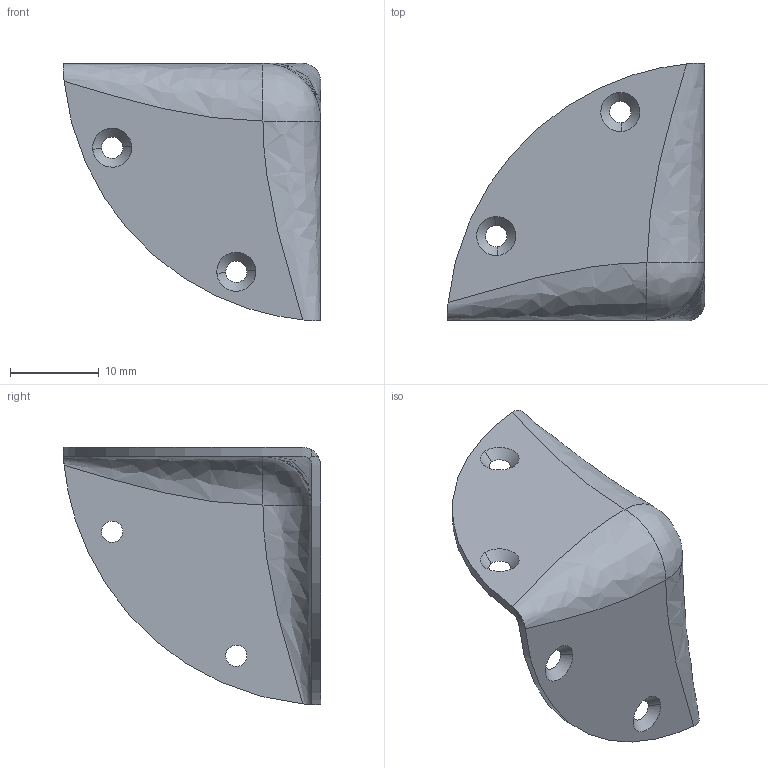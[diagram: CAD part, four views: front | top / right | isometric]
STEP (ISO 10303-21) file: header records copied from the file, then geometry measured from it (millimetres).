
FILE_DESCRIPTION((''),'2;1');
FILE_NAME('','2005-12-14T14:47:58',(''),(''),'','CADfix','');
FILE_SCHEMA(('AUTOMOTIVE_DESIGN'));
Length unit declared in the file: millimetre
Products named in the file (1): angle
Bounding box: 29 x 29 x 29 mm (x, y, z)
Volume: 1636.3 mm3; surface area: 3489 mm2
Topology: 1 solids, 1 shells, 32 faces, 108 edges, 78 vertices
Faces by surface type: bspline 32
Entity records: 1474 total; most frequent: CARTESIAN_POINT 878, ORIENTED_EDGE 216, EDGE_CURVE 108, VERTEX_POINT 78, EDGE_LOOP 44, FACE_OUTER_BOUND 32, ADVANCED_FACE 32, B_SPLINE_CURVE_WITH_KNOTS 25
